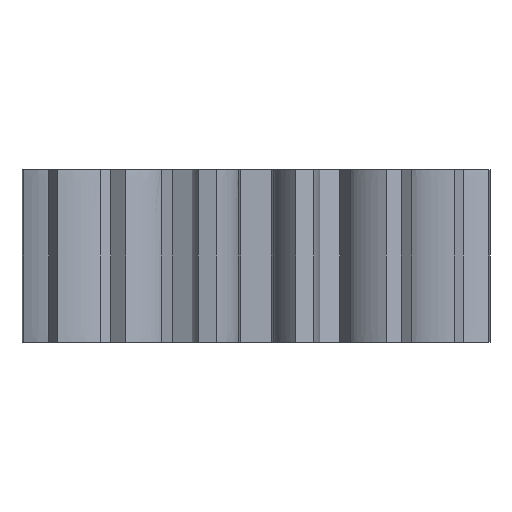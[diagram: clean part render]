
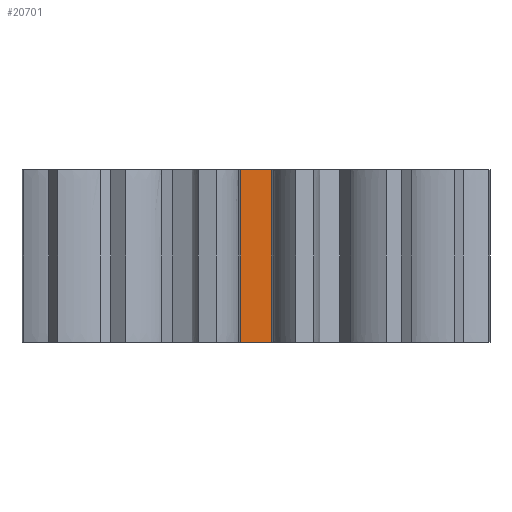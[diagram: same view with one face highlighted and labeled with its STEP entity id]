
A CAD part, left-side view. The second image highlights one B-rep face of the part: STEP entity #20701.
In plain terms, the highlighted face is a extrusion surface.
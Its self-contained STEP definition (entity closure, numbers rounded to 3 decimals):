
#93 = PLANE('',#94);
#94 = AXIS2_PLACEMENT_3D('',#95,#96,#97);
#95 = CARTESIAN_POINT('',(0.,0.,6.25));
#96 = DIRECTION('',(0.,0.,1.));
#97 = DIRECTION('',(1.,0.,0.));
#168 = PLANE('',#169);
#169 = AXIS2_PLACEMENT_3D('',#170,#171,#172);
#170 = CARTESIAN_POINT('',(0.,0.,0.));
#171 = DIRECTION('',(0.,0.,1.));
#172 = DIRECTION('',(1.,0.,0.));
#2463 = VERTEX_POINT('',#2464);
#2464 = CARTESIAN_POINT('',(-6.225,0.561,0.));
#2476 = SURFACE_OF_LINEAR_EXTRUSION('',#2477,#2480);
#2477 = B_SPLINE_CURVE_WITH_KNOTS('',1,(#2478,#2479),.UNSPECIFIED.,.F.,
  .F.,(2,2),(0.,0.798),.PIECEWISE_BEZIER_KNOTS.);
#2478 = CARTESIAN_POINT('',(-7.019,0.632,0.));
#2479 = CARTESIAN_POINT('',(-6.225,0.561,0.));
#2480 = VECTOR('',#2481,1.);
#2481 = DIRECTION('',(-0.,-0.,-1.));
#2489 = EDGE_CURVE('',#2463,#2490,#2492,.T.);
#2490 = VERTEX_POINT('',#2491);
#2491 = CARTESIAN_POINT('',(-6.225,-0.561,0.));
#2492 = SURFACE_CURVE('',#2493,(#2496,#2502),.PCURVE_S1.);
#2493 = B_SPLINE_CURVE_WITH_KNOTS('',1,(#2494,#2495),.UNSPECIFIED.,.F.,
  .F.,(2,2),(0.,1.121),.PIECEWISE_BEZIER_KNOTS.);
#2494 = CARTESIAN_POINT('',(-6.225,0.561,0.));
#2495 = CARTESIAN_POINT('',(-6.225,-0.561,0.));
#2496 = PCURVE('',#168,#2497);
#2497 = DEFINITIONAL_REPRESENTATION('',(#2498),#2501);
#2498 = B_SPLINE_CURVE_WITH_KNOTS('',1,(#2499,#2500),.UNSPECIFIED.,.F.,
  .F.,(2,2),(0.,1.121),.PIECEWISE_BEZIER_KNOTS.);
#2499 = CARTESIAN_POINT('',(-6.225,0.561));
#2500 = CARTESIAN_POINT('',(-6.225,-0.561));
#2501 = ( GEOMETRIC_REPRESENTATION_CONTEXT(2) 
PARAMETRIC_REPRESENTATION_CONTEXT() REPRESENTATION_CONTEXT('2D SPACE',''
  ) );
#2502 = PCURVE('',#2503,#2509);
#2503 = SURFACE_OF_LINEAR_EXTRUSION('',#2504,#2507);
#2504 = B_SPLINE_CURVE_WITH_KNOTS('',1,(#2505,#2506),.UNSPECIFIED.,.F.,
  .F.,(2,2),(0.,1.121),.PIECEWISE_BEZIER_KNOTS.);
#2505 = CARTESIAN_POINT('',(-6.225,0.561,0.));
#2506 = CARTESIAN_POINT('',(-6.225,-0.561,0.));
#2507 = VECTOR('',#2508,1.);
#2508 = DIRECTION('',(-0.,-0.,-1.));
#2509 = DEFINITIONAL_REPRESENTATION('',(#2510),#2514);
#2510 = LINE('',#2511,#2512);
#2511 = CARTESIAN_POINT('',(0.,0.));
#2512 = VECTOR('',#2513,1.);
#2513 = DIRECTION('',(1.,0.));
#2514 = ( GEOMETRIC_REPRESENTATION_CONTEXT(2) 
PARAMETRIC_REPRESENTATION_CONTEXT() REPRESENTATION_CONTEXT('2D SPACE',''
  ) );
#2530 = SURFACE_OF_LINEAR_EXTRUSION('',#2531,#2534);
#2531 = B_SPLINE_CURVE_WITH_KNOTS('',1,(#2532,#2533),.UNSPECIFIED.,.F.,
  .F.,(2,2),(0.,0.798),.PIECEWISE_BEZIER_KNOTS.);
#2532 = CARTESIAN_POINT('',(-6.225,-0.561,0.));
#2533 = CARTESIAN_POINT('',(-7.019,-0.632,0.));
#2534 = VECTOR('',#2535,1.);
#2535 = DIRECTION('',(-0.,-0.,-1.));
#5995 = VERTEX_POINT('',#5996);
#5996 = CARTESIAN_POINT('',(-6.225,0.561,6.25));
#6015 = EDGE_CURVE('',#5995,#6016,#6018,.T.);
#6016 = VERTEX_POINT('',#6017);
#6017 = CARTESIAN_POINT('',(-6.225,-0.561,6.25));
#6018 = SURFACE_CURVE('',#6019,(#6022,#6028),.PCURVE_S1.);
#6019 = B_SPLINE_CURVE_WITH_KNOTS('',1,(#6020,#6021),.UNSPECIFIED.,.F.,
  .F.,(2,2),(0.,1.121),.PIECEWISE_BEZIER_KNOTS.);
#6020 = CARTESIAN_POINT('',(-6.225,0.561,6.25));
#6021 = CARTESIAN_POINT('',(-6.225,-0.561,6.25));
#6022 = PCURVE('',#93,#6023);
#6023 = DEFINITIONAL_REPRESENTATION('',(#6024),#6027);
#6024 = B_SPLINE_CURVE_WITH_KNOTS('',1,(#6025,#6026),.UNSPECIFIED.,.F.,
  .F.,(2,2),(0.,1.121),.PIECEWISE_BEZIER_KNOTS.);
#6025 = CARTESIAN_POINT('',(-6.225,0.561));
#6026 = CARTESIAN_POINT('',(-6.225,-0.561));
#6027 = ( GEOMETRIC_REPRESENTATION_CONTEXT(2) 
PARAMETRIC_REPRESENTATION_CONTEXT() REPRESENTATION_CONTEXT('2D SPACE',''
  ) );
#6028 = PCURVE('',#2503,#6029);
#6029 = DEFINITIONAL_REPRESENTATION('',(#6030),#6034);
#6030 = LINE('',#6031,#6032);
#6031 = CARTESIAN_POINT('',(0.,-6.25));
#6032 = VECTOR('',#6033,1.);
#6033 = DIRECTION('',(1.,0.));
#6034 = ( GEOMETRIC_REPRESENTATION_CONTEXT(2) 
PARAMETRIC_REPRESENTATION_CONTEXT() REPRESENTATION_CONTEXT('2D SPACE',''
  ) );
#20651 = EDGE_CURVE('',#2490,#6016,#20652,.T.);
#20652 = SURFACE_CURVE('',#20653,(#20657,#20664),.PCURVE_S1.);
#20653 = LINE('',#20654,#20655);
#20654 = CARTESIAN_POINT('',(-6.225,-0.561,0.));
#20655 = VECTOR('',#20656,1.);
#20656 = DIRECTION('',(0.,0.,1.));
#20657 = PCURVE('',#2530,#20658);
#20658 = DEFINITIONAL_REPRESENTATION('',(#20659),#20663);
#20659 = LINE('',#20660,#20661);
#20660 = CARTESIAN_POINT('',(0.,0.));
#20661 = VECTOR('',#20662,1.);
#20662 = DIRECTION('',(0.,-1.));
#20663 = ( GEOMETRIC_REPRESENTATION_CONTEXT(2) 
PARAMETRIC_REPRESENTATION_CONTEXT() REPRESENTATION_CONTEXT('2D SPACE',''
  ) );
#20664 = PCURVE('',#2503,#20665);
#20665 = DEFINITIONAL_REPRESENTATION('',(#20666),#20670);
#20666 = LINE('',#20667,#20668);
#20667 = CARTESIAN_POINT('',(1.121,0.));
#20668 = VECTOR('',#20669,1.);
#20669 = DIRECTION('',(0.,-1.));
#20670 = ( GEOMETRIC_REPRESENTATION_CONTEXT(2) 
PARAMETRIC_REPRESENTATION_CONTEXT() REPRESENTATION_CONTEXT('2D SPACE',''
  ) );
#20680 = EDGE_CURVE('',#2463,#5995,#20681,.T.);
#20681 = SURFACE_CURVE('',#20682,(#20686,#20693),.PCURVE_S1.);
#20682 = LINE('',#20683,#20684);
#20683 = CARTESIAN_POINT('',(-6.225,0.561,0.));
#20684 = VECTOR('',#20685,1.);
#20685 = DIRECTION('',(0.,0.,1.));
#20686 = PCURVE('',#2476,#20687);
#20687 = DEFINITIONAL_REPRESENTATION('',(#20688),#20692);
#20688 = LINE('',#20689,#20690);
#20689 = CARTESIAN_POINT('',(0.798,0.));
#20690 = VECTOR('',#20691,1.);
#20691 = DIRECTION('',(0.,-1.));
#20692 = ( GEOMETRIC_REPRESENTATION_CONTEXT(2) 
PARAMETRIC_REPRESENTATION_CONTEXT() REPRESENTATION_CONTEXT('2D SPACE',''
  ) );
#20693 = PCURVE('',#2503,#20694);
#20694 = DEFINITIONAL_REPRESENTATION('',(#20695),#20699);
#20695 = LINE('',#20696,#20697);
#20696 = CARTESIAN_POINT('',(0.,0.));
#20697 = VECTOR('',#20698,1.);
#20698 = DIRECTION('',(0.,-1.));
#20699 = ( GEOMETRIC_REPRESENTATION_CONTEXT(2) 
PARAMETRIC_REPRESENTATION_CONTEXT() REPRESENTATION_CONTEXT('2D SPACE',''
  ) );
#20701 = ADVANCED_FACE('',(#20702),#2503,.F.);
#20702 = FACE_BOUND('',#20703,.F.);
#20703 = EDGE_LOOP('',(#20704,#20705,#20706,#20707));
#20704 = ORIENTED_EDGE('',*,*,#20680,.T.);
#20705 = ORIENTED_EDGE('',*,*,#6015,.T.);
#20706 = ORIENTED_EDGE('',*,*,#20651,.F.);
#20707 = ORIENTED_EDGE('',*,*,#2489,.F.);
